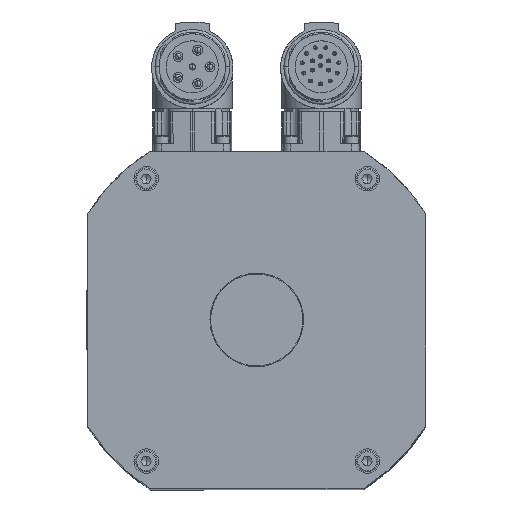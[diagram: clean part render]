
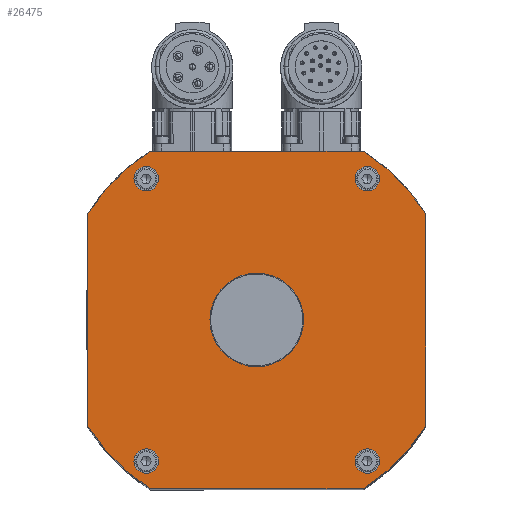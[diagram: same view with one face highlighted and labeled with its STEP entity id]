
A CAD part, top view. The second image highlights one B-rep face of the part: STEP entity #26475.
In plain terms, the highlighted planar face has unit normal (0, 0, 1).
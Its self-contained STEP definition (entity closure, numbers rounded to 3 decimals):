
#8784=CARTESIAN_POINT('',(-32.,-46.,220.));
#8785=VERTEX_POINT('',#8784);
#8801=CARTESIAN_POINT('',(-40.,-46.,220.));
#8802=VERTEX_POINT('',#8801);
#8809=CARTESIAN_POINT('',(-36.,-46.,220.));
#8810=DIRECTION('',(0.0,0.0,-1.0));
#8811=DIRECTION('',(1.0,0.0,0.0));
#8812=AXIS2_PLACEMENT_3D('',#8809,#8810,#8811);
#8813=CIRCLE('',#8812,4.0);
#8814=EDGE_CURVE('',#8785,#8802,#8813,.T.);
#8847=CARTESIAN_POINT('',(-32.,46.,220.));
#8848=VERTEX_POINT('',#8847);
#8864=CARTESIAN_POINT('',(-40.,46.,220.));
#8865=VERTEX_POINT('',#8864);
#8872=CARTESIAN_POINT('',(-36.,46.,220.));
#8873=DIRECTION('',(0.0,0.0,-1.0));
#8874=DIRECTION('',(1.0,0.0,0.0));
#8875=AXIS2_PLACEMENT_3D('',#8872,#8873,#8874);
#8876=CIRCLE('',#8875,4.0);
#8877=EDGE_CURVE('',#8848,#8865,#8876,.T.);
#8910=CARTESIAN_POINT('',(40.,46.,220.0));
#8911=VERTEX_POINT('',#8910);
#8927=CARTESIAN_POINT('',(32.,46.,220.));
#8928=VERTEX_POINT('',#8927);
#8935=CARTESIAN_POINT('',(36.,46.,220.));
#8936=DIRECTION('',(0.0,0.0,-1.0));
#8937=DIRECTION('',(1.0,0.0,0.0));
#8938=AXIS2_PLACEMENT_3D('',#8935,#8936,#8937);
#8939=CIRCLE('',#8938,4.0);
#8940=EDGE_CURVE('',#8911,#8928,#8939,.T.);
#8973=CARTESIAN_POINT('',(40.,-46.,220.));
#8974=VERTEX_POINT('',#8973);
#8990=CARTESIAN_POINT('',(32.,-46.,220.));
#8991=VERTEX_POINT('',#8990);
#8998=CARTESIAN_POINT('',(36.,-46.,220.));
#8999=DIRECTION('',(0.0,0.0,-1.0));
#9000=DIRECTION('',(1.0,0.0,0.0));
#9001=AXIS2_PLACEMENT_3D('',#8998,#8999,#9000);
#9002=CIRCLE('',#9001,4.0);
#9003=EDGE_CURVE('',#8974,#8991,#9002,.T.);
#9015=CARTESIAN_POINT('',(-15.25,0.,220.));
#9016=VERTEX_POINT('',#9015);
#9032=CARTESIAN_POINT('',(15.25,0.,220.));
#9033=VERTEX_POINT('',#9032);
#9040=CARTESIAN_POINT('',(0.,0.,220.));
#9041=DIRECTION('',(0.0,0.0,-1.0));
#9042=DIRECTION('',(-1.0,0.0,0.0));
#9043=AXIS2_PLACEMENT_3D('',#9040,#9041,#9042);
#9044=CIRCLE('',#9043,15.25);
#9045=EDGE_CURVE('',#9016,#9033,#9044,.T.);
#26350=CARTESIAN_POINT('',(0.,0.,220.));
#26351=DIRECTION('',(0.0,0.0,-1.0));
#26352=DIRECTION('',(-1.0,0.0,0.0));
#26353=AXIS2_PLACEMENT_3D('',#26350,#26351,#26352);
#26354=PLANE('',#26353);
#26355=CARTESIAN_POINT('',(-34.641,55.,220.));
#26356=VERTEX_POINT('',#26355);
#26357=CARTESIAN_POINT('',(-55.,34.641,220.));
#26358=VERTEX_POINT('',#26357);
#26359=CARTESIAN_POINT('',(0.,0.,220.));
#26360=DIRECTION('',(0.,0.,1.0));
#26361=DIRECTION('',(0.846,-0.533,0.));
#26362=AXIS2_PLACEMENT_3D('',#26359,#26360,#26361);
#26363=CIRCLE('',#26362,65.0);
#26364=EDGE_CURVE('',#26356,#26358,#26363,.T.);
#26365=ORIENTED_EDGE('',*,*,#26364,.T.);
#26366=CARTESIAN_POINT('',(-55.,-34.641,220.));
#26367=VERTEX_POINT('',#26366);
#26368=CARTESIAN_POINT('',(-55.,34.641,220.));
#26369=DIRECTION('',(0.0,-1.0,0.0));
#26370=VECTOR('',#26369,69.282);
#26371=LINE('',#26368,#26370);
#26372=EDGE_CURVE('',#26358,#26367,#26371,.T.);
#26373=ORIENTED_EDGE('',*,*,#26372,.T.);
#26374=CARTESIAN_POINT('',(-34.641,-55.,220.));
#26375=VERTEX_POINT('',#26374);
#26376=CARTESIAN_POINT('',(0.,0.,220.));
#26377=DIRECTION('',(0.,0.,1.));
#26378=DIRECTION('',(0.533,0.846,0.));
#26379=AXIS2_PLACEMENT_3D('',#26376,#26377,#26378);
#26380=CIRCLE('',#26379,65.);
#26381=EDGE_CURVE('',#26367,#26375,#26380,.T.);
#26382=ORIENTED_EDGE('',*,*,#26381,.T.);
#26383=CARTESIAN_POINT('',(34.641,-55.,220.));
#26384=VERTEX_POINT('',#26383);
#26385=CARTESIAN_POINT('',(-34.641,-55.,220.));
#26386=DIRECTION('',(1.0,0.0,0.0));
#26387=VECTOR('',#26386,69.282);
#26388=LINE('',#26385,#26387);
#26389=EDGE_CURVE('',#26375,#26384,#26388,.T.);
#26390=ORIENTED_EDGE('',*,*,#26389,.T.);
#26391=CARTESIAN_POINT('',(55.,-34.641,220.));
#26392=VERTEX_POINT('',#26391);
#26393=CARTESIAN_POINT('',(0.,0.,220.));
#26394=DIRECTION('',(0.,0.,1.));
#26395=DIRECTION('',(-0.846,0.533,0.));
#26396=AXIS2_PLACEMENT_3D('',#26393,#26394,#26395);
#26397=CIRCLE('',#26396,65.);
#26398=EDGE_CURVE('',#26384,#26392,#26397,.T.);
#26399=ORIENTED_EDGE('',*,*,#26398,.T.);
#26400=CARTESIAN_POINT('',(55.,34.641,220.0));
#26401=VERTEX_POINT('',#26400);
#26402=CARTESIAN_POINT('',(55.,-34.641,220.));
#26403=DIRECTION('',(0.0,1.0,0.0));
#26404=VECTOR('',#26403,69.282);
#26405=LINE('',#26402,#26404);
#26406=EDGE_CURVE('',#26392,#26401,#26405,.T.);
#26407=ORIENTED_EDGE('',*,*,#26406,.T.);
#26408=CARTESIAN_POINT('',(34.641,55.,220.0));
#26409=VERTEX_POINT('',#26408);
#26410=CARTESIAN_POINT('',(0.,0.,220.));
#26411=DIRECTION('',(0.,0.,1.));
#26412=DIRECTION('',(-0.533,-0.846,0.));
#26413=AXIS2_PLACEMENT_3D('',#26410,#26411,#26412);
#26414=CIRCLE('',#26413,65.);
#26415=EDGE_CURVE('',#26401,#26409,#26414,.T.);
#26416=ORIENTED_EDGE('',*,*,#26415,.T.);
#26417=CARTESIAN_POINT('',(34.641,55.,220.0));
#26418=DIRECTION('',(-1.0,0.0,0.0));
#26419=VECTOR('',#26418,69.282);
#26420=LINE('',#26417,#26419);
#26421=EDGE_CURVE('',#26409,#26356,#26420,.T.);
#26422=ORIENTED_EDGE('',*,*,#26421,.T.);
#26423=EDGE_LOOP('',(#26365,#26373,#26382,#26390,#26399,#26407,#26416,#26422));
#26424=FACE_OUTER_BOUND('',#26423,.T.);
#26425=ORIENTED_EDGE('',*,*,#8814,.T.);
#26426=CARTESIAN_POINT('',(-36.,-46.,220.));
#26427=DIRECTION('',(0.0,0.0,-1.0));
#26428=DIRECTION('',(1.0,0.0,0.0));
#26429=AXIS2_PLACEMENT_3D('',#26426,#26427,#26428);
#26430=CIRCLE('',#26429,4.0);
#26431=EDGE_CURVE('',#8802,#8785,#26430,.T.);
#26432=ORIENTED_EDGE('',*,*,#26431,.T.);
#26433=EDGE_LOOP('',(#26425,#26432));
#26434=FACE_BOUND('',#26433,.T.);
#26435=ORIENTED_EDGE('',*,*,#8877,.T.);
#26436=CARTESIAN_POINT('',(-36.,46.,220.));
#26437=DIRECTION('',(0.0,0.0,-1.0));
#26438=DIRECTION('',(1.0,0.0,0.0));
#26439=AXIS2_PLACEMENT_3D('',#26436,#26437,#26438);
#26440=CIRCLE('',#26439,4.0);
#26441=EDGE_CURVE('',#8865,#8848,#26440,.T.);
#26442=ORIENTED_EDGE('',*,*,#26441,.T.);
#26443=EDGE_LOOP('',(#26435,#26442));
#26444=FACE_BOUND('',#26443,.T.);
#26445=ORIENTED_EDGE('',*,*,#8940,.T.);
#26446=CARTESIAN_POINT('',(36.,46.,220.));
#26447=DIRECTION('',(0.0,0.0,-1.0));
#26448=DIRECTION('',(1.0,0.0,0.0));
#26449=AXIS2_PLACEMENT_3D('',#26446,#26447,#26448);
#26450=CIRCLE('',#26449,4.0);
#26451=EDGE_CURVE('',#8928,#8911,#26450,.T.);
#26452=ORIENTED_EDGE('',*,*,#26451,.T.);
#26453=EDGE_LOOP('',(#26445,#26452));
#26454=FACE_BOUND('',#26453,.T.);
#26455=ORIENTED_EDGE('',*,*,#9003,.T.);
#26456=CARTESIAN_POINT('',(36.,-46.,220.));
#26457=DIRECTION('',(0.0,0.0,-1.0));
#26458=DIRECTION('',(1.0,0.0,0.0));
#26459=AXIS2_PLACEMENT_3D('',#26456,#26457,#26458);
#26460=CIRCLE('',#26459,4.0);
#26461=EDGE_CURVE('',#8991,#8974,#26460,.T.);
#26462=ORIENTED_EDGE('',*,*,#26461,.T.);
#26463=EDGE_LOOP('',(#26455,#26462));
#26464=FACE_BOUND('',#26463,.T.);
#26465=CARTESIAN_POINT('',(0.,0.,220.));
#26466=DIRECTION('',(0.0,0.0,-1.0));
#26467=DIRECTION('',(-1.0,0.0,0.0));
#26468=AXIS2_PLACEMENT_3D('',#26465,#26466,#26467);
#26469=CIRCLE('',#26468,15.25);
#26470=EDGE_CURVE('',#9033,#9016,#26469,.T.);
#26471=ORIENTED_EDGE('',*,*,#26470,.T.);
#26472=ORIENTED_EDGE('',*,*,#9045,.T.);
#26473=EDGE_LOOP('',(#26471,#26472));
#26474=FACE_BOUND('',#26473,.T.);
#26475=ADVANCED_FACE('',(#26424,#26434,#26444,#26454,#26464,#26474),#26354,.F.);
